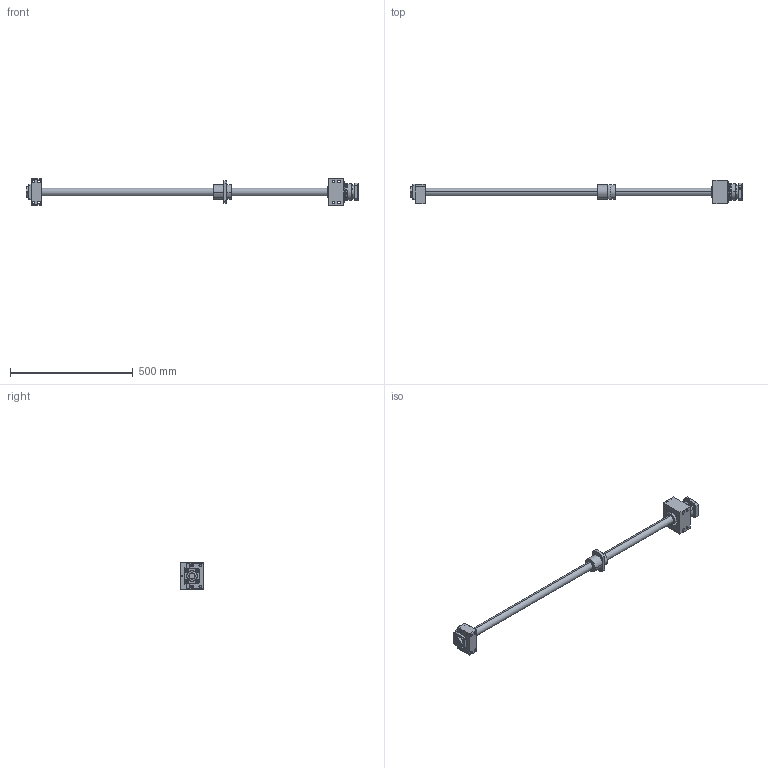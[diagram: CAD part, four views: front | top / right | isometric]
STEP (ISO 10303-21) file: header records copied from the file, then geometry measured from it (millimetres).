
FILE_DESCRIPTION (( 'STEP AP214' ), '1' );
FILE_NAME ('02THSC73232FX-1170-1000.STEP', '2023-05-11T18:36:04', ( '' ), ( '' ), 'SwSTEP 2.0', 'SolidWorks 2021', '' );
FILE_SCHEMA (( 'AUTOMOTIVE_DESIGN' ));
Length unit declared in the file: millimetre
Products named in the file (60): P1303200001; 1BK25_X_B2_X_D5_X_A6X_14; 1BK25_X_B2_X_D5_X_A6X_19; P1303200001_2; 1BK25_X_B2_X_D5_X_A6X_34; 1BK25_X_B2_X_D5_X_A6X_9; FLOAT-PB-ADAPT; 1BK25_X_B2_X_D5_X_A6X_31; Part18^3232-FLOAT-PB; 02THSC73232FX-1170-1000; 1BK25_X_B2_X_D5_X_A6X_7; 1BK25_X_B2_X_D5_X_A6X_11; 1BK25_X_B2_X_D5_X_A6X_18; 1BK25_X_B2_X_D5_X_A6X_38; 1BK25_X_B2_X_D5_X_A6X_23; 1BK25_X_B2_X_D5_X_A6X_32; 1BK25_X_B2_X_D5_X_A6X_25; AD064-1; 1BK25_X_B2_X_D5_X_A6X_20; 233100001; 1BK25_X_B2_X_D5_X_A6X_33; 1BK25_X_B2_X_D5_X_A6X_39; 1BK25_X_B2_X_D5_X_A6X_17; AD064-1_2; P1303200001_3; 1BK25_X_B2_X_D5_X_A6X_12; 220110416; 1BK25_X_B2_X_D5_X_A6X_21; 1BK25_X_B2_X_D5_X_A6X_2; P0403200801; BK25correct; 02THS.7831A_DWG_1; SFY3232-holes; 1BK25_X_B2_X_D5_X_A6X_10; 3232-FLOAT-PB; 1BK25_X_B2_X_D5_X_A6X_5; 1BK25_X_B2_X_D5_X_A6X_6; 1BK25_X_B2_X_D5_X_A6X_35; 1BK25_X_B2_X_D5_X_A6X_22; 1BK25_X_B2_X_D5_X_A6X_15 ...
Assembly tree (72 placements, depth 6):
  Part18^3232-FLOAT-PB
  02THSC73232FX-1170-1000
    3232-FLOAT-PB
      FLOAT-PB-ADAPT
        02THS.7831A_DWG_1
        02THS.7731-45x18_1
      ad0641-p0403200801
        AD064-1
        AD064-1_2
        COVER_SET1-AD-2_ASM
          P1303200001
            P1303200001
            P1303200001_3
          P1303200001_2
          233100001  x8
          220110416  x8
        P0403200801
        P0403200801_2
    SFY3232-holes
    CENTER-SCREW32-1175-1000
    BK25correct
      1BK25_X_B2_X_D5_X_A6X_23
      1BK25_X_B2_X_D5_X_A6X_33
      1BK25_X_B2_X_D5_X_A6X_32
      1BK25_X_B2_X_D5_X_A6X_19
      1BK25_X_B2_X_D5_X_A6X_6
      1BK25_X_B2_X_D5_X_A6X_16
      1BK25_X_B2_X_D5_X_A6X_14
      1BK25_X_B2_X_D5_X_A6X
      1BK25_X_B2_X_D5_X_A6X_24
      1BK25_X_B2_X_D5_X_A6X_22
      1BK25_X_B2_X_D5_X_A6X_13
      1BK25_X_B2_X_D5_X_A6X_11
      1BK25_X_B2_X_D5_X_A6X_9
      1BK25_X_B2_X_D5_X_A6X_31
      1BK25_X_B2_X_D5_X_A6X_12
      1BK25_X_B2_X_D5_X_A6X_18
      1BK25_X_B2_X_D5_X_A6X_28
      1BK25_X_B2_X_D5_X_A6X_30
      1BK25_X_B2_X_D5_X_A6X_37
      1BK25_X_B2_X_D5_X_A6X_10
      1BK25_X_B2_X_D5_X_A6X_34
      1BK25_X_B2_X_D5_X_A6X_29
      1BK25_X_B2_X_D5_X_A6X_2
      1BK25_X_B2_X_D5_X_A6X_36
      1BK25_X_B2_X_D5_X_A6X_20
      1BK25_X_B2_X_D5_X_A6X_39
      1BK25_X_B2_X_D5_X_A6X_5
      1BK25_X_B2_X_D5_X_A6X_7
      1BK25_X_B2_X_D5_X_A6X_17
      1BK25_X_B2_X_D5_X_A6X_21
      1BK25_X_B2_X_D5_X_A6X_27
      1BK25_X_B2_X_D5_X_A6X_26
      1BK25_X_B2_X_D5_X_A6X_4
      1BK25_X_B2_X_D5_X_A6X_35
      1BK25_X_B2_X_D5_X_A6X_8
      1BK25_X_B2_X_D5_X_A6X_15
      1BK25_X_B2_X_D5_X_A6X_25
      1BK25_X_B2_X_D5_X_A6X_3
      1BK25_X_B2_X_D5_X_A6X_38
Bounding box: 1352.78 x 96 x 108 mm (x, y, z)
Volume: 2057781.4 mm3; surface area: 394129.2 mm2
Topology: 62 solids, 89 shells, 1350 faces, 3225 edges, 1948 vertices
Faces by surface type: cylinder 572, plane 350, cone 232, bspline 196
Entity records: 42281 total; most frequent: CARTESIAN_POINT 15160, DIRECTION 5388, ORIENTED_EDGE 4918, EDGE_CURVE 2515, AXIS2_PLACEMENT_3D 2259, VERTEX_POINT 1626, EDGE_LOOP 1363, CIRCLE 1275
